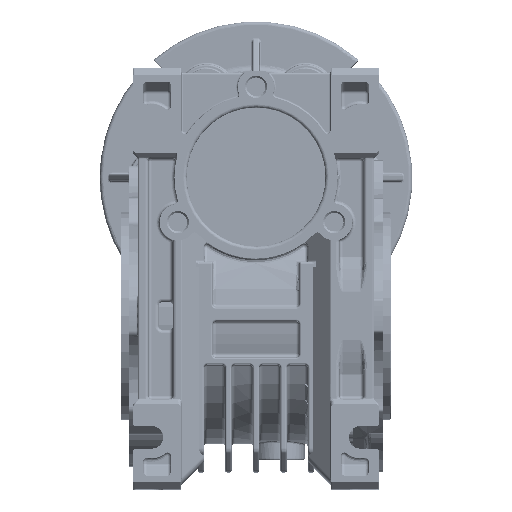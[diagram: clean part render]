
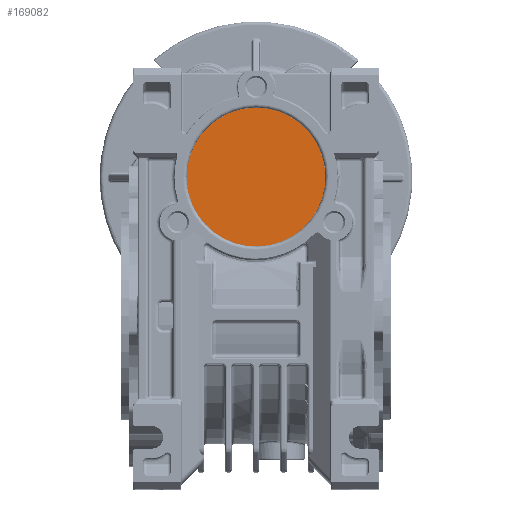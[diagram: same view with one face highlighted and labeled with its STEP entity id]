
A CAD part, top view. The second image highlights one B-rep face of the part: STEP entity #169082.
In plain terms, the highlighted face is planar.
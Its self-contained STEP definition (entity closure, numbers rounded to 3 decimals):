
#8947 = DIRECTION ( 'NONE',  ( 0., 0., 1. ) ) ;
#9036 = EDGE_LOOP ( 'NONE', ( #79952, #143476 ) ) ;
#11866 = EDGE_CURVE ( 'NONE', #201566, #65629, #19563, .T. ) ;
#19563 = CIRCLE ( 'NONE', #26481, 20. ) ;
#23265 = DIRECTION ( 'NONE',  ( 1., 0., 0. ) ) ;
#24679 = PLANE ( 'NONE',  #82120 ) ;
#26481 = AXIS2_PLACEMENT_3D ( 'NONE', #195789, #57513, #23265 ) ;
#50781 = CARTESIAN_POINT ( 'NONE',  ( 0., 0., 0. ) ) ;
#57513 = DIRECTION ( 'NONE',  ( 0., 0., 1. ) ) ;
#61171 = CARTESIAN_POINT ( 'NONE',  ( -20., 0., 0. ) ) ;
#65629 = VERTEX_POINT ( 'NONE', #61171 ) ;
#70417 = DIRECTION ( 'NONE',  ( 1., 0., 0. ) ) ;
#79952 = ORIENTED_EDGE ( 'NONE', *, *, #201894, .F. ) ;
#80564 = DIRECTION ( 'NONE',  ( 0., 0., 1. ) ) ;
#82120 = AXIS2_PLACEMENT_3D ( 'NONE', #104627, #8947, #70417 ) ;
#86217 = FACE_OUTER_BOUND ( 'NONE', #9036, .T. ) ;
#104627 = CARTESIAN_POINT ( 'NONE',  ( 0., 0., 0. ) ) ;
#107675 = CARTESIAN_POINT ( 'NONE',  ( 20., 0., 0. ) ) ;
#141828 = DIRECTION ( 'NONE',  ( 1., 0., 0. ) ) ;
#143476 = ORIENTED_EDGE ( 'NONE', *, *, #11866, .F. ) ;
#164820 = CIRCLE ( 'NONE', #168608, 20. ) ;
#168608 = AXIS2_PLACEMENT_3D ( 'NONE', #50781, #80564, #141828 ) ;
#169082 = ADVANCED_FACE ( 'NONE', ( #86217 ), #24679, .F. ) ;
#195789 = CARTESIAN_POINT ( 'NONE',  ( 0., 0., 0. ) ) ;
#201566 = VERTEX_POINT ( 'NONE', #107675 ) ;
#201894 = EDGE_CURVE ( 'NONE', #65629, #201566, #164820, .T. ) ;
